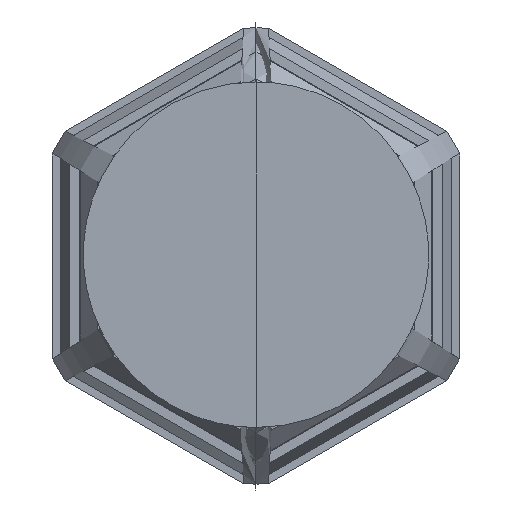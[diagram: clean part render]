
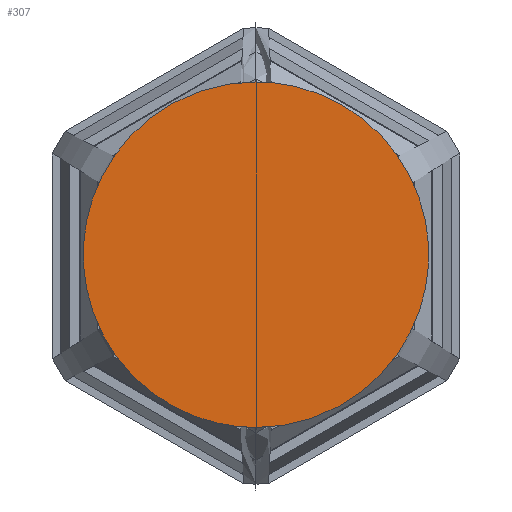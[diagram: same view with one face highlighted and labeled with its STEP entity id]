
A CAD part, top view. The second image highlights one B-rep face of the part: STEP entity #307.
In plain terms, the highlighted planar face has unit normal (0, 0, 1).
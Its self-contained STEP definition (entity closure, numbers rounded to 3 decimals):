
#144=PLANE($,#2837);
#307=ADVANCED_FACE($,(#475),#144,.T.);
#475=FACE_OUTER_BOUND($,#680,.T.);
#680=EDGE_LOOP($,(#1424,#1425));
#1424=ORIENTED_EDGE($,*,*,#1870,.T.);
#1425=ORIENTED_EDGE($,*,*,#1871,.T.);
#1870=EDGE_CURVE($,#2133,#2134,#2648,.T.);
#1871=EDGE_CURVE($,#2134,#2133,#2649,.T.);
#2133=VERTEX_POINT($,#17000);
#2134=VERTEX_POINT($,#17001);
#2648=(
BOUNDED_CURVE()
B_SPLINE_CURVE(2,(#16760,#16761,#16762,#16763,#16764),.UNSPECIFIED.,.F.,
.F.)
B_SPLINE_CURVE_WITH_KNOTS((3,2,3),(-248.186,-124.093,0.),
.UNSPECIFIED.)
CURVE()
GEOMETRIC_REPRESENTATION_ITEM()
RATIONAL_B_SPLINE_CURVE((1.,0.707,1.,0.707,1.))
REPRESENTATION_ITEM($)
);
#2649=(
BOUNDED_CURVE()
B_SPLINE_CURVE(2,(#16765,#16766,#16767,#16768,#16769),.UNSPECIFIED.,.F.,
.F.)
B_SPLINE_CURVE_WITH_KNOTS((3,2,3),(0.,124.093,248.186),
.UNSPECIFIED.)
CURVE()
GEOMETRIC_REPRESENTATION_ITEM()
RATIONAL_B_SPLINE_CURVE((1.,0.707,1.,0.707,1.))
REPRESENTATION_ITEM($)
);
#2837=AXIS2_PLACEMENT_3D($,#16866,#2888,$);
#2888=DIRECTION($,(0.,0.,1.));
#16760=CARTESIAN_POINT($,(27.83,-1336.909,300.295));
#16761=CARTESIAN_POINT($,(106.83,-1336.909,300.295));
#16762=CARTESIAN_POINT($,(106.83,-1257.909,300.295));
#16763=CARTESIAN_POINT($,(106.83,-1178.909,300.295));
#16764=CARTESIAN_POINT($,(27.83,-1178.909,300.295));
#16765=CARTESIAN_POINT($,(27.83,-1178.909,300.295));
#16766=CARTESIAN_POINT($,(-51.17,-1178.909,300.295));
#16767=CARTESIAN_POINT($,(-51.17,-1257.909,300.295));
#16768=CARTESIAN_POINT($,(-51.17,-1336.909,300.295));
#16769=CARTESIAN_POINT($,(27.83,-1336.909,300.295));
#16866=CARTESIAN_POINT($,(-52.75,-1338.489,300.295));
#17000=CARTESIAN_POINT($,(27.83,-1336.909,300.295));
#17001=CARTESIAN_POINT($,(27.83,-1178.909,300.295));
